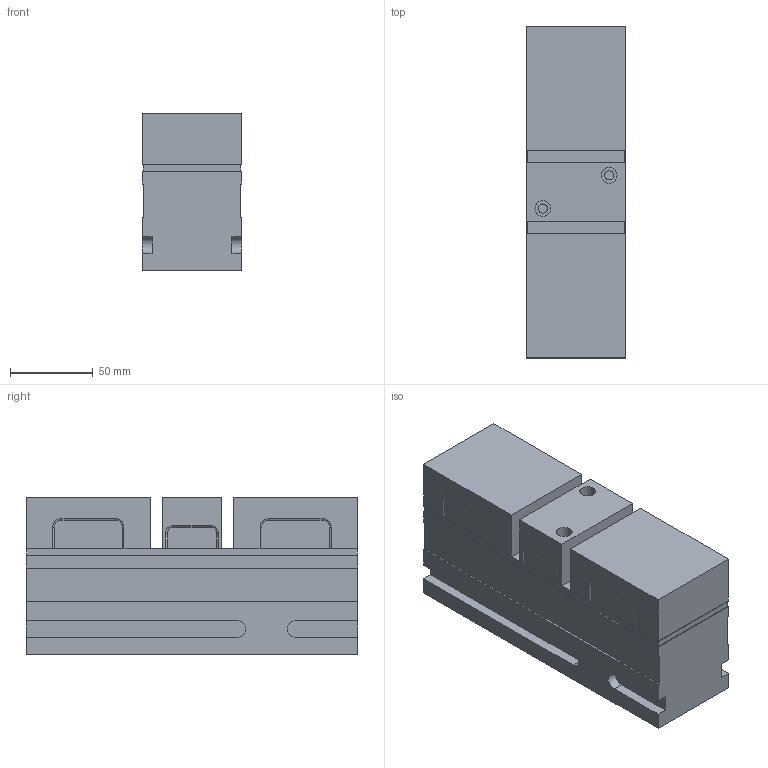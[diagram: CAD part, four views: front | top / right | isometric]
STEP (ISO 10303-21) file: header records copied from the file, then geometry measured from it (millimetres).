
FILE_DESCRIPTION (( 'STEP AP203' ), '1' );
FILE_NAME ('0620.STEP', '2025-03-15T09:42:56', ( '微软用户' ), ( '微软中国' ), 'SwSTEP 2.0', 'SolidWorks 2016', '' );
FILE_SCHEMA (( 'CONFIG_CONTROL_DESIGN' ));
Length unit declared in the file: millimetre
Products named in the file (8): 0620; Assem4_1; 2_1; Assem1_1; 4_1; 6_1; Assem2_1; 7_1
Assembly tree (8 placements, depth 3):
  0620
    7_1
    Assem4_1
      4_1
    Assem2_1
      6_1
    Assem1_1  x2
      2_1
Bounding box: 60 x 200 x 95 mm (x, y, z)
Volume: 1048214.1 mm3; surface area: 140961.9 mm2
Topology: 5 solids, 5 shells, 135 faces, 338 edges, 222 vertices
Faces by surface type: plane 67, cylinder 52, bspline 12, cone 4
Entity records: 4454 total; most frequent: CARTESIAN_POINT 751, DIRECTION 624, ORIENTED_EDGE 572, EDGE_CURVE 286, AXIS2_PLACEMENT_3D 223, VERTEX_POINT 190, VECTOR 178, LINE 178
